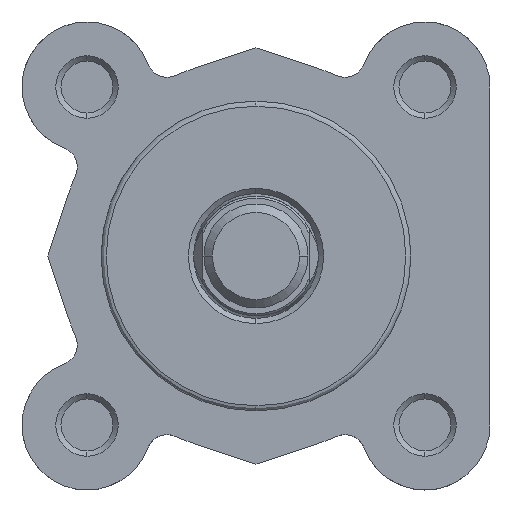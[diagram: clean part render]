
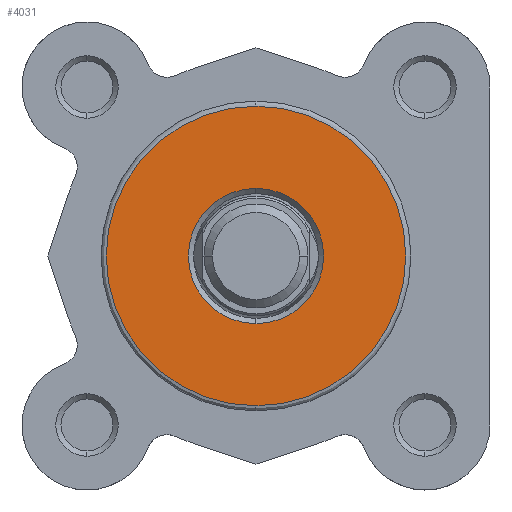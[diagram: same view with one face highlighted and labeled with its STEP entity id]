
A CAD part, left-side view. The second image highlights one B-rep face of the part: STEP entity #4031.
In plain terms, the highlighted planar face has unit normal (-1, 0, 0).
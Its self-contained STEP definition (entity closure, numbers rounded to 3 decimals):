
#344 = EDGE_CURVE ( 'NONE', #2700, #2721, #1936, .T. ) ;
#348 = EDGE_CURVE ( 'NONE', #2629, #2584, #1942, .T. ) ;
#457 = EDGE_CURVE ( 'NONE', #2584, #2629, #2090, .T. ) ;
#460 = EDGE_CURVE ( 'NONE', #2721, #2700, #2093, .T. ) ;
#842 = AXIS2_PLACEMENT_3D ( 'NONE', #3112, #3113, #3114 ) ;
#844 = AXIS2_PLACEMENT_3D ( 'NONE', #3122, #3123, #3124 ) ;
#911 = AXIS2_PLACEMENT_3D ( 'NONE', #3401, #3408, #3409 ) ;
#914 = AXIS2_PLACEMENT_3D ( 'NONE', #3410, #3417, #3418 ) ;
#1582 = EDGE_LOOP ( 'NONE', ( #6799, #6798 ) ) ;
#1584 = EDGE_LOOP ( 'NONE', ( #6797, #6796 ) ) ;
#1936 = CIRCLE ( 'NONE', #842, 6.5 ) ;
#1942 = CIRCLE ( 'NONE', #844, 14.4 ) ;
#2090 = CIRCLE ( 'NONE', #911, 14.4 ) ;
#2093 = CIRCLE ( 'NONE', #914, 6.5 ) ;
#2584 = VERTEX_POINT ( 'NONE', #4568 ) ;
#2629 = VERTEX_POINT ( 'NONE', #4594 ) ;
#2700 = VERTEX_POINT ( 'NONE', #4637 ) ;
#2721 = VERTEX_POINT ( 'NONE', #4650 ) ;
#3112 = CARTESIAN_POINT ( 'NONE',  ( 0., 0., 0. ) ) ;
#3113 = DIRECTION ( 'NONE',  ( 1., 0., 0. ) ) ;
#3114 = DIRECTION ( 'NONE',  ( 0., 0., 1. ) ) ;
#3122 = CARTESIAN_POINT ( 'NONE',  ( 0., 0., 0. ) ) ;
#3123 = DIRECTION ( 'NONE',  ( -1., 0., 0. ) ) ;
#3124 = DIRECTION ( 'NONE',  ( 0., 0., 1. ) ) ;
#3401 = CARTESIAN_POINT ( 'NONE',  ( 0., 0., 0. ) ) ;
#3408 = DIRECTION ( 'NONE',  ( -1., 0., 0. ) ) ;
#3409 = DIRECTION ( 'NONE',  ( 0., 0., 1. ) ) ;
#3410 = CARTESIAN_POINT ( 'NONE',  ( 0., 0., 0. ) ) ;
#3417 = DIRECTION ( 'NONE',  ( 1., 0., 0. ) ) ;
#3418 = DIRECTION ( 'NONE',  ( 0., 0., 1. ) ) ;
#4031 = ADVANCED_FACE ( 'NONE', ( #5639, #5637 ), #6162, .T. ) ;
#4568 = CARTESIAN_POINT ( 'NONE',  ( 0., 0., -14.4 ) ) ;
#4594 = CARTESIAN_POINT ( 'NONE',  ( 0., 0., 14.4 ) ) ;
#4637 = CARTESIAN_POINT ( 'NONE',  ( 0., 0., 6.5 ) ) ;
#4650 = CARTESIAN_POINT ( 'NONE',  ( 0., 0., -6.5 ) ) ;
#5121 = AXIS2_PLACEMENT_3D ( 'NONE', #6153, #6163, #6164 ) ;
#5637 = FACE_OUTER_BOUND ( 'NONE', #1584, .T. ) ;
#5639 = FACE_BOUND ( 'NONE', #1582, .T. ) ;
#6153 = CARTESIAN_POINT ( 'NONE',  ( 0., -6., 0. ) ) ;
#6162 = PLANE ( 'NONE',  #5121 ) ;
#6163 = DIRECTION ( 'NONE',  ( -1., 0., 0. ) ) ;
#6164 = DIRECTION ( 'NONE',  ( 0., 0., 1. ) ) ;
#6796 = ORIENTED_EDGE ( 'NONE', *, *, #457, .T. ) ;
#6797 = ORIENTED_EDGE ( 'NONE', *, *, #348, .T. ) ;
#6798 = ORIENTED_EDGE ( 'NONE', *, *, #460, .T. ) ;
#6799 = ORIENTED_EDGE ( 'NONE', *, *, #344, .T. ) ;
